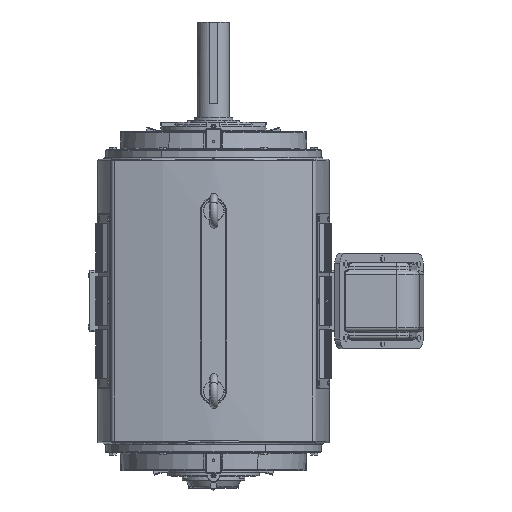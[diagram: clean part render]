
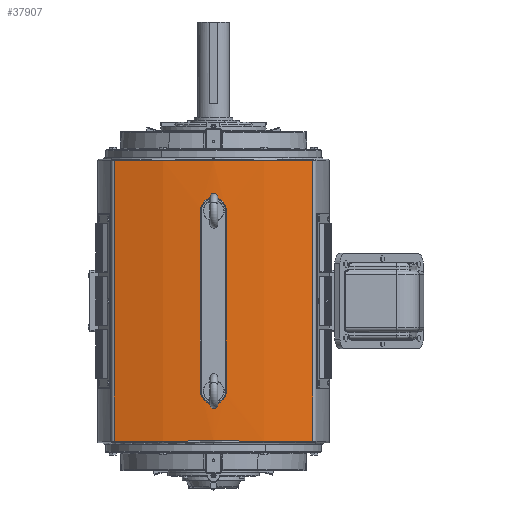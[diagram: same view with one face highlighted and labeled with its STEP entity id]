
A CAD part, top view. The second image highlights one B-rep face of the part: STEP entity #37907.
In plain terms, the highlighted cylindrical face has radius 1113 mm (diameter 2226 mm), a partial arc.
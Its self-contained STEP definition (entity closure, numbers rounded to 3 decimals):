
#34791=CARTESIAN_POINT('Vertex',(-308.205,-10.,311.476)) ;
#34794=CARTESIAN_POINT('Axis2P3D Location',(0.,-10.,-758.)) ;
#34798=CARTESIAN_POINT('Vertex',(308.205,-10.,311.476)) ;
#36311=CARTESIAN_POINT('Vertex',(308.205,-880.,311.476)) ;
#36314=CARTESIAN_POINT('Axis2P3D Location',(0.,-880.,-758.)) ;
#36318=CARTESIAN_POINT('Vertex',(-308.205,-880.,311.476)) ;
#37812=CARTESIAN_POINT('Axis2P3D Location',(0.,-226.11,-758.)) ;
#37817=CARTESIAN_POINT('Line Origine',(-308.205,-223.16,311.476)) ;
#37822=CARTESIAN_POINT('Line Origine',(308.205,-223.16,311.476)) ;
#37834=CARTESIAN_POINT('Control Point',(40.391,-165.,354.267)) ;
#37835=CARTESIAN_POINT('Control Point',(40.391,-159.109,354.267)) ;
#37836=CARTESIAN_POINT('Control Point',(39.323,-153.219,354.306)) ;
#37837=CARTESIAN_POINT('Control Point',(37.186,-147.588,354.384)) ;
#37838=CARTESIAN_POINT('Control Point',(30.476,-136.549,354.603)) ;
#37839=CARTESIAN_POINT('Control Point',(20.041,-128.827,354.843)) ;
#37840=CARTESIAN_POINT('Control Point',(13.633,-125.942,354.948)) ;
#37841=CARTESIAN_POINT('Control Point',(6.816,-124.5,355.)) ;
#37842=CARTESIAN_POINT('Control Point',(0.,-124.5,355.)) ;
#37843=CARTESIAN_POINT('Vertex',(0.,-124.5,355.)) ;
#37845=CARTESIAN_POINT('Vertex',(40.391,-165.,354.267)) ;
#37848=CARTESIAN_POINT('Line Origine',(40.391,-223.16,354.267)) ;
#37852=CARTESIAN_POINT('Vertex',(40.391,-725.,354.267)) ;
#37856=CARTESIAN_POINT('Control Point',(40.391,-725.,354.267)) ;
#37857=CARTESIAN_POINT('Control Point',(40.391,-730.891,354.267)) ;
#37858=CARTESIAN_POINT('Control Point',(39.323,-736.781,354.306)) ;
#37859=CARTESIAN_POINT('Control Point',(37.186,-742.412,354.384)) ;
#37860=CARTESIAN_POINT('Control Point',(30.476,-753.451,354.603)) ;
#37861=CARTESIAN_POINT('Control Point',(20.041,-761.173,354.843)) ;
#37862=CARTESIAN_POINT('Control Point',(13.633,-764.058,354.948)) ;
#37863=CARTESIAN_POINT('Control Point',(6.816,-765.5,355.)) ;
#37864=CARTESIAN_POINT('Control Point',(0.,-765.5,355.)) ;
#37865=CARTESIAN_POINT('Vertex',(0.,-765.5,355.)) ;
#37869=CARTESIAN_POINT('Control Point',(-40.391,-725.,354.267)) ;
#37870=CARTESIAN_POINT('Control Point',(-40.391,-730.891,354.267)) ;
#37871=CARTESIAN_POINT('Control Point',(-39.323,-736.781,354.306)) ;
#37872=CARTESIAN_POINT('Control Point',(-37.186,-742.412,354.384)) ;
#37873=CARTESIAN_POINT('Control Point',(-30.476,-753.451,354.603)) ;
#37874=CARTESIAN_POINT('Control Point',(-20.041,-761.173,354.843)) ;
#37875=CARTESIAN_POINT('Control Point',(-13.633,-764.058,354.948)) ;
#37876=CARTESIAN_POINT('Control Point',(-6.816,-765.5,355.)) ;
#37877=CARTESIAN_POINT('Control Point',(0.,-765.5,355.)) ;
#37878=CARTESIAN_POINT('Vertex',(-40.391,-725.,354.267)) ;
#37881=CARTESIAN_POINT('Line Origine',(-40.391,-223.16,354.267)) ;
#37885=CARTESIAN_POINT('Vertex',(-40.391,-165.,354.267)) ;
#37889=CARTESIAN_POINT('Control Point',(-40.391,-165.,354.267)) ;
#37890=CARTESIAN_POINT('Control Point',(-40.391,-159.109,354.267)) ;
#37891=CARTESIAN_POINT('Control Point',(-39.323,-153.219,354.306)) ;
#37892=CARTESIAN_POINT('Control Point',(-37.186,-147.588,354.384)) ;
#37893=CARTESIAN_POINT('Control Point',(-30.476,-136.549,354.603)) ;
#37894=CARTESIAN_POINT('Control Point',(-20.041,-128.827,354.843)) ;
#37895=CARTESIAN_POINT('Control Point',(-13.633,-125.942,354.948)) ;
#37896=CARTESIAN_POINT('Control Point',(-6.816,-124.5,355.)) ;
#37897=CARTESIAN_POINT('Control Point',(0.,-124.5,355.)) ;
#34795=DIRECTION('Axis2P3D Direction',(0.,1.,0.)) ;
#36315=DIRECTION('Axis2P3D Direction',(0.,1.,-0.)) ;
#37813=DIRECTION('Axis2P3D Direction',(0.,1.,0.)) ;
#37814=DIRECTION('Axis2P3D XDirection',(0.,0.,1.)) ;
#37818=DIRECTION('Vector Direction',(0.,1.,0.)) ;
#37823=DIRECTION('Vector Direction',(0.,1.,0.)) ;
#37849=DIRECTION('Vector Direction',(0.,1.,0.)) ;
#37882=DIRECTION('Vector Direction',(0.,1.,0.)) ;
#34796=AXIS2_PLACEMENT_3D('Circle Axis2P3D',#34794,#34795,$) ;
#36316=AXIS2_PLACEMENT_3D('Circle Axis2P3D',#36314,#36315,$) ;
#37815=AXIS2_PLACEMENT_3D('Cylinder Axis2P3D',#37812,#37813,#37814) ;
#37828=ORIENTED_EDGE('',*,*,#37821,.F.) ;
#37829=ORIENTED_EDGE('',*,*,#36320,.F.) ;
#37830=ORIENTED_EDGE('',*,*,#37826,.T.) ;
#37831=ORIENTED_EDGE('',*,*,#34800,.T.) ;
#37900=ORIENTED_EDGE('',*,*,#37847,.T.) ;
#37901=ORIENTED_EDGE('',*,*,#37854,.F.) ;
#37902=ORIENTED_EDGE('',*,*,#37867,.F.) ;
#37903=ORIENTED_EDGE('',*,*,#37880,.T.) ;
#37904=ORIENTED_EDGE('',*,*,#37887,.T.) ;
#37905=ORIENTED_EDGE('',*,*,#37898,.F.) ;
#37906=FACE_BOUND('',#37899,.T.) ;
#37819=VECTOR('Line Direction',#37818,1.) ;
#37824=VECTOR('Line Direction',#37823,1.) ;
#37850=VECTOR('Line Direction',#37849,1.) ;
#37883=VECTOR('Line Direction',#37882,1.) ;
#37907=ADVANCED_FACE('PartBody',(#37832,#37906),#37816,.T.) ;
#37833=B_SPLINE_CURVE_WITH_KNOTS('',5,(#37834,#37835,#37836,#37837,#37838,#37839,#37840,#37841,#37842),.UNSPECIFIED.,.F.,.U.,(6,3,6),(129.949,170.089,216.595),.UNSPECIFIED.) ;
#37855=B_SPLINE_CURVE_WITH_KNOTS('',5,(#37856,#37857,#37858,#37859,#37860,#37861,#37862,#37863,#37864),.UNSPECIFIED.,.F.,.U.,(6,3,6),(129.949,170.089,216.595),.UNSPECIFIED.) ;
#37868=B_SPLINE_CURVE_WITH_KNOTS('',5,(#37869,#37870,#37871,#37872,#37873,#37874,#37875,#37876,#37877),.UNSPECIFIED.,.F.,.U.,(6,3,6),(129.949,170.089,216.595),.UNSPECIFIED.) ;
#37888=B_SPLINE_CURVE_WITH_KNOTS('',5,(#37889,#37890,#37891,#37892,#37893,#37894,#37895,#37896,#37897),.UNSPECIFIED.,.F.,.U.,(6,3,6),(129.949,170.089,216.595),.UNSPECIFIED.) ;
#34797=CIRCLE('generated circle',#34796,1113.) ;
#36317=CIRCLE('generated circle',#36316,1113.) ;
#37816=CYLINDRICAL_SURFACE('generated cylinder',#37815,1113.) ;
#34800=EDGE_CURVE('',#34799,#34792,#34797,.F.) ;
#36320=EDGE_CURVE('',#36312,#36319,#36317,.F.) ;
#37821=EDGE_CURVE('',#36319,#34792,#37820,.T.) ;
#37826=EDGE_CURVE('',#36312,#34799,#37825,.T.) ;
#37847=EDGE_CURVE('',#37844,#37846,#37833,.F.) ;
#37854=EDGE_CURVE('',#37853,#37846,#37851,.T.) ;
#37867=EDGE_CURVE('',#37866,#37853,#37855,.F.) ;
#37880=EDGE_CURVE('',#37866,#37879,#37868,.F.) ;
#37887=EDGE_CURVE('',#37879,#37886,#37884,.T.) ;
#37898=EDGE_CURVE('',#37844,#37886,#37888,.F.) ;
#37827=EDGE_LOOP('',(#37828,#37829,#37830,#37831)) ;
#37899=EDGE_LOOP('',(#37900,#37901,#37902,#37903,#37904,#37905)) ;
#37832=FACE_OUTER_BOUND('',#37827,.T.) ;
#37820=LINE('Line',#37817,#37819) ;
#37825=LINE('Line',#37822,#37824) ;
#37851=LINE('Line',#37848,#37850) ;
#37884=LINE('Line',#37881,#37883) ;
#34792=VERTEX_POINT('',#34791) ;
#34799=VERTEX_POINT('',#34798) ;
#36312=VERTEX_POINT('',#36311) ;
#36319=VERTEX_POINT('',#36318) ;
#37844=VERTEX_POINT('',#37843) ;
#37846=VERTEX_POINT('',#37845) ;
#37853=VERTEX_POINT('',#37852) ;
#37866=VERTEX_POINT('',#37865) ;
#37879=VERTEX_POINT('',#37878) ;
#37886=VERTEX_POINT('',#37885) ;
